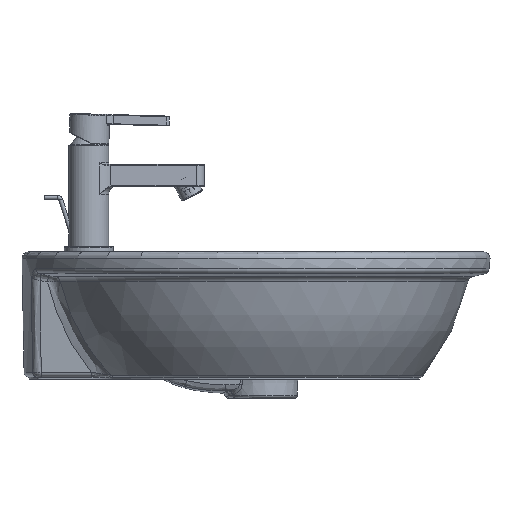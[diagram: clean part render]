
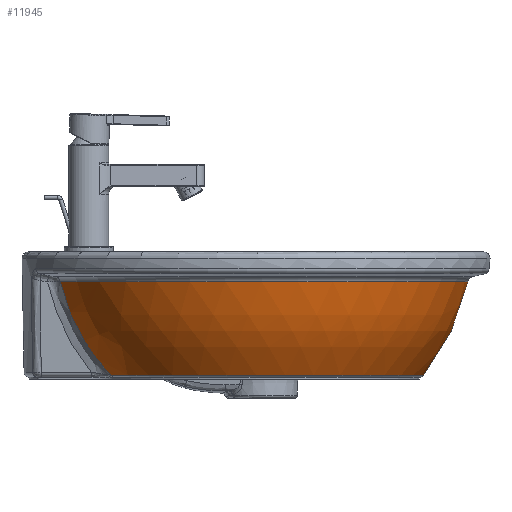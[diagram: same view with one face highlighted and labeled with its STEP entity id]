
A CAD part, front view. The second image highlights one B-rep face of the part: STEP entity #11945.
In plain terms, the highlighted free-form (B-spline) face has degree [2, 2] with [3, 9] control points.
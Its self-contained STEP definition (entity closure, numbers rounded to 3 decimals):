
#8106=CARTESIAN_POINT('',(-202.499,-80.9,30.01));
#8107=VERTEX_POINT('',#8106);
#8164=CARTESIAN_POINT('',(-202.499,80.9,30.01));
#8165=VERTEX_POINT('',#8164);
#8166=CARTESIAN_POINT('',(-5.482,0.0,30.01));
#8167=DIRECTION('',(0.0,0.0,1.));
#8168=DIRECTION('',(-0.925,-0.38,0.0));
#8169=AXIS2_PLACEMENT_3D('',#8166,#8167,#8168);
#8170=CIRCLE('',#8169,212.98);
#8171=EDGE_CURVE('',#8107,#8165,#8170,.T.);
#11198=CARTESIAN_POINT('',(-151.517,-83.42,124.136));
#11199=VERTEX_POINT('',#11198);
#11200=CARTESIAN_POINT('',(-151.517,-83.42,124.136));
#11201=CARTESIAN_POINT('',(-152.706,-83.339,122.904));
#11202=CARTESIAN_POINT('',(-153.881,-83.26,121.66));
#11203=CARTESIAN_POINT('',(-155.041,-83.182,120.404));
#11204=CARTESIAN_POINT('',(-162.965,-82.654,111.645));
#11205=CARTESIAN_POINT('',(-170.185,-82.203,102.361));
#11206=CARTESIAN_POINT('',(-175.809,-81.875,94.102));
#11207=CARTESIAN_POINT('',(-186.071,-81.329,76.832));
#11208=CARTESIAN_POINT('',(-194.016,-81.017,58.65));
#11209=CARTESIAN_POINT('',(-197.445,-80.919,49.243));
#11210=CARTESIAN_POINT('',(-200.274,-80.88,39.683));
#11211=CARTESIAN_POINT('',(-202.499,-80.9,30.01));
#11212=B_SPLINE_CURVE_WITH_KNOTS('',5,(#11200,#11201,#11202,#11203,#11204,#11205,#11206,#11207,#11208,#11209,#11210,#11211),.UNSPECIFIED.,.F.,.U.,(6,3,3,6),(38.428,50.368,120.971,193.543),.UNSPECIFIED.);
#11213=EDGE_CURVE('',#11199,#8107,#11212,.T.);
#11882=CARTESIAN_POINT('',(162.693,0.,124.144));
#11883=CARTESIAN_POINT('',(196.307,0.,82.409));
#11884=CARTESIAN_POINT('',(207.499,0.,30.003));
#11885=CARTESIAN_POINT('',(162.693,168.175,124.144));
#11886=CARTESIAN_POINT('',(196.307,201.789,82.409));
#11887=CARTESIAN_POINT('',(207.499,212.982,30.003));
#11888=CARTESIAN_POINT('',(-5.482,168.175,124.144));
#11889=CARTESIAN_POINT('',(-5.482,201.789,82.409));
#11890=CARTESIAN_POINT('',(-5.482,212.982,30.003));
#11891=CARTESIAN_POINT('',(-173.658,168.175,124.144));
#11892=CARTESIAN_POINT('',(-207.271,201.789,82.409));
#11893=CARTESIAN_POINT('',(-218.464,212.982,30.003));
#11894=CARTESIAN_POINT('',(-173.658,0.,124.144));
#11895=CARTESIAN_POINT('',(-207.271,0.,82.409));
#11896=CARTESIAN_POINT('',(-218.464,0.,30.003));
#11897=CARTESIAN_POINT('',(-173.658,-168.175,124.144));
#11898=CARTESIAN_POINT('',(-207.271,-201.789,82.409));
#11899=CARTESIAN_POINT('',(-218.464,-212.982,30.003));
#11900=CARTESIAN_POINT('',(-5.482,-168.175,124.144));
#11901=CARTESIAN_POINT('',(-5.482,-201.789,82.409));
#11902=CARTESIAN_POINT('',(-5.482,-212.982,30.003));
#11903=CARTESIAN_POINT('',(162.693,-168.175,124.144));
#11904=CARTESIAN_POINT('',(196.307,-201.789,82.409));
#11905=CARTESIAN_POINT('',(207.499,-212.982,30.003));
#11906=CARTESIAN_POINT('',(162.693,0.,124.144));
#11907=CARTESIAN_POINT('',(196.307,0.,82.409));
#11908=CARTESIAN_POINT('',(207.499,0.,30.003));
#11916=(BOUNDED_SURFACE()B_SPLINE_SURFACE(2,2,((#11882,#11885,#11888,#11891,#11894,#11897,#11900,#11903,#11906),(#11883,#11886,#11889,#11892,#11895,#11898,#11901,#11904,#11907),(#11884,#11887,#11890,#11893,#11896,#11899,#11902,#11905,#11908)),.UNSPECIFIED.,.F.,.T.,.U.)B_SPLINE_SURFACE_WITH_KNOTS((3,3),(3,2,2,2,3),(-0.678,-0.21),(0.0,1.571,3.142,4.712,6.283),.UNSPECIFIED.)GEOMETRIC_REPRESENTATION_ITEM()RATIONAL_B_SPLINE_SURFACE(((1.0,0.707,1.0,0.707,1.0,0.707,1.0,0.707,1.0),(0.973,0.688,0.973,0.688,0.973,0.688,0.973,0.688,0.973),(1.0,0.707,1.0,0.707,1.0,0.707,1.0,0.707,1.0)))REPRESENTATION_ITEM('')SURFACE());
#11917=ORIENTED_EDGE('',*,*,#8171,.T.);
#11918=CARTESIAN_POINT('',(-151.517,83.42,124.136));
#11919=VERTEX_POINT('',#11918);
#11920=CARTESIAN_POINT('',(-202.499,80.9,30.01));
#11921=CARTESIAN_POINT('',(-200.274,80.88,39.683));
#11922=CARTESIAN_POINT('',(-197.445,80.919,49.243));
#11923=CARTESIAN_POINT('',(-194.016,81.017,58.65));
#11924=CARTESIAN_POINT('',(-186.071,81.329,76.832));
#11925=CARTESIAN_POINT('',(-175.809,81.875,94.102));
#11926=CARTESIAN_POINT('',(-170.185,82.203,102.361));
#11927=CARTESIAN_POINT('',(-162.965,82.654,111.645));
#11928=CARTESIAN_POINT('',(-155.041,83.182,120.404));
#11929=CARTESIAN_POINT('',(-153.881,83.26,121.66));
#11930=CARTESIAN_POINT('',(-152.706,83.339,122.904));
#11931=CARTESIAN_POINT('',(-151.517,83.42,124.136));
#11932=B_SPLINE_CURVE_WITH_KNOTS('',5,(#11920,#11921,#11922,#11923,#11924,#11925,#11926,#11927,#11928,#11929,#11930,#11931),.UNSPECIFIED.,.F.,.U.,(6,3,3,6),(0.,72.572,143.175,155.115),.UNSPECIFIED.);
#11933=EDGE_CURVE('',#8165,#11919,#11932,.T.);
#11934=ORIENTED_EDGE('',*,*,#11933,.T.);
#11935=CARTESIAN_POINT('',(-5.482,0.0,124.136));
#11936=DIRECTION('',(0.0,0.0,1.));
#11937=DIRECTION('',(-0.868,-0.496,0.0));
#11938=AXIS2_PLACEMENT_3D('',#11935,#11936,#11937);
#11939=CIRCLE('',#11938,168.181);
#11940=EDGE_CURVE('',#11199,#11919,#11939,.T.);
#11941=ORIENTED_EDGE('',*,*,#11940,.F.);
#11942=ORIENTED_EDGE('',*,*,#11213,.T.);
#11943=EDGE_LOOP('',(#11917,#11934,#11941,#11942));
#11944=FACE_OUTER_BOUND('',#11943,.T.);
#11945=ADVANCED_FACE('',(#11944),#11916,.T.);
